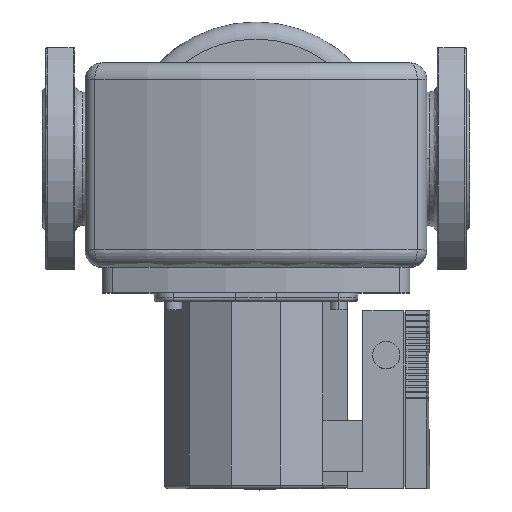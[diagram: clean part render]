
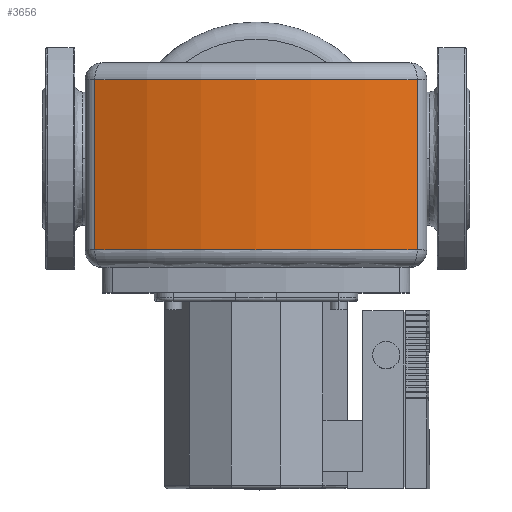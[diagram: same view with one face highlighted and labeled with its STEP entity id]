
A CAD part, top view. The second image highlights one B-rep face of the part: STEP entity #3656.
In plain terms, the highlighted cylindrical face has radius 220.333 mm (diameter 440.667 mm), a partial arc.
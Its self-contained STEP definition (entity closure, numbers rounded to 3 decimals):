
#2972=CARTESIAN_POINT('',(30.721,-53.5,80.81));
#2973=VERTEX_POINT('',#2972);
#3042=CARTESIAN_POINT('',(219.279,-53.5,80.81));
#3043=VERTEX_POINT('',#3042);
#3051=CARTESIAN_POINT('',(125.,-53.5,-118.333));
#3052=DIRECTION('',(0.0,-1.0,0.0));
#3053=DIRECTION('',(0.0,0.0,1.0));
#3054=AXIS2_PLACEMENT_3D('',#3051,#3052,#3053);
#3055=CIRCLE('',#3054,220.333);
#3056=EDGE_CURVE('',#3043,#2973,#3055,.T.);
#3496=CARTESIAN_POINT('',(219.279,46.0,80.81));
#3497=VERTEX_POINT('',#3496);
#3514=CARTESIAN_POINT('',(30.721,46.0,80.81));
#3515=VERTEX_POINT('',#3514);
#3523=CARTESIAN_POINT('',(125.,46.,-118.333));
#3524=DIRECTION('',(0.0,1.0,0.0));
#3525=DIRECTION('',(0.0,0.0,1.0));
#3526=AXIS2_PLACEMENT_3D('',#3523,#3524,#3525);
#3527=CIRCLE('',#3526,220.333);
#3528=EDGE_CURVE('',#3515,#3497,#3527,.T.);
#3631=CARTESIAN_POINT('',(219.279,46.0,80.81));
#3632=DIRECTION('',(0.0,-1.0,0.0));
#3633=VECTOR('',#3632,99.5);
#3634=LINE('',#3631,#3633);
#3635=EDGE_CURVE('',#3497,#3043,#3634,.T.);
#3640=CARTESIAN_POINT('',(125.,0.,-118.333));
#3641=DIRECTION('',(0.0,1.0,0.));
#3642=DIRECTION('',(-0.454,0.,0.891));
#3643=AXIS2_PLACEMENT_3D('',#3640,#3641,#3642);
#3644=CYLINDRICAL_SURFACE('',#3643,220.333);
#3645=ORIENTED_EDGE('',*,*,#3056,.F.);
#3646=ORIENTED_EDGE('',*,*,#3635,.F.);
#3647=ORIENTED_EDGE('',*,*,#3528,.F.);
#3648=CARTESIAN_POINT('',(30.721,46.0,80.81));
#3649=DIRECTION('',(0.0,-1.0,0.0));
#3650=VECTOR('',#3649,99.5);
#3651=LINE('',#3648,#3650);
#3652=EDGE_CURVE('',#3515,#2973,#3651,.T.);
#3653=ORIENTED_EDGE('',*,*,#3652,.T.);
#3654=EDGE_LOOP('',(#3645,#3646,#3647,#3653));
#3655=FACE_OUTER_BOUND('',#3654,.T.);
#3656=ADVANCED_FACE('',(#3655),#3644,.T.);
